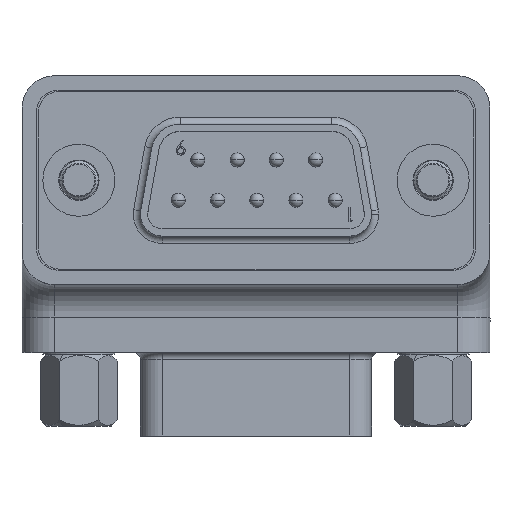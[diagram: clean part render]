
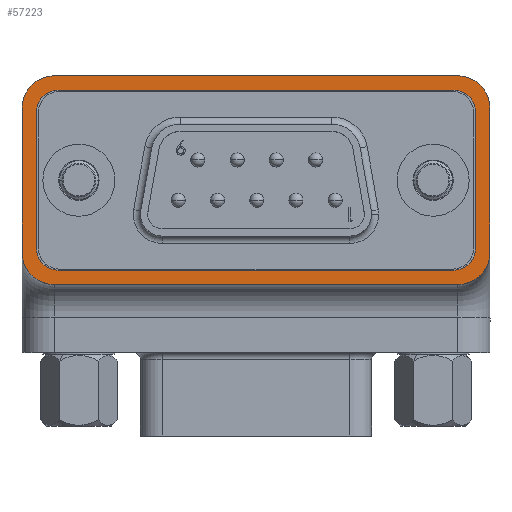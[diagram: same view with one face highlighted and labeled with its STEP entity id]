
A CAD part, top view. The second image highlights one B-rep face of the part: STEP entity #57223.
In plain terms, the highlighted planar face has unit normal (0, 0, 1).
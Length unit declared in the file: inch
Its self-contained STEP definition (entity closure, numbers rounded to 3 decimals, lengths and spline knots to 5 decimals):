
#33397 = CARTESIAN_POINT ( 'NONE',  ( -0.65, 0.2, 0. ) ) ;
#33399 = DIRECTION ( 'NONE',  ( 0., -1., 0. ) ) ;
#33400 = VECTOR ( 'NONE', #33399, 39.37008 ) ;
#33401 = CARTESIAN_POINT ( 'NONE',  ( -0.65, 0.29, 0. ) ) ;
#33402 = LINE ( 'NONE', #33401, #33400 ) ;
#33407 = CARTESIAN_POINT ( 'NONE',  ( -0.65, -0.2, 0. ) ) ;
#41627 = VERTEX_POINT ( 'NONE', #87975 ) ;
#42244 = VERTEX_POINT ( 'NONE', #88782 ) ;
#42388 = EDGE_CURVE ( 'NONE', #41627, #42244, #88940, .T. ) ;
#57179 = VERTEX_POINT ( 'NONE', #91539 ) ;
#57181 = VERTEX_POINT ( 'NONE', #91537 ) ;
#57208 = ORIENTED_EDGE ( 'NONE', *, *, #57209, .F. ) ;
#57209 = EDGE_CURVE ( 'NONE', #57210, #57237, #91588, .T. ) ;
#57210 = VERTEX_POINT ( 'NONE', #91584 ) ;
#57211 = ORIENTED_EDGE ( 'NONE', *, *, #57212, .F. ) ;
#57212 = EDGE_CURVE ( 'NONE', #57213, #57210, #91583, .T. ) ;
#57213 = VERTEX_POINT ( 'NONE', #91578 ) ;
#57214 = ORIENTED_EDGE ( 'NONE', *, *, #57215, .F. ) ;
#57215 = EDGE_CURVE ( 'NONE', #57216, #57213, #91642, .T. ) ;
#57216 = VERTEX_POINT ( 'NONE', #91638 ) ;
#57217 = ORIENTED_EDGE ( 'NONE', *, *, #57218, .F. ) ;
#57218 = EDGE_CURVE ( 'NONE', #57228, #57216, #91637, .T. ) ;
#57219 = EDGE_LOOP ( 'NONE', ( #57220, #57221, #57283, #57284, #57287, #57290, #57292, #57293 ) ) ;
#57220 = ORIENTED_EDGE ( 'NONE', *, *, #57238, .T. ) ;
#57221 = ORIENTED_EDGE ( 'NONE', *, *, #57282, .T. ) ;
#57223 = ADVANCED_FACE ( 'NONE', ( #91627, #91626 ), #91625, .F. ) ;
#57224 = EDGE_LOOP ( 'NONE', ( #57225, #57229, #57232, #57235, #57208, #57211, #57214, #57217 ) ) ;
#57225 = ORIENTED_EDGE ( 'NONE', *, *, #57226, .F. ) ;
#57226 = EDGE_CURVE ( 'NONE', #57227, #57228, #91620, .T. ) ;
#57227 = VERTEX_POINT ( 'NONE', #91616 ) ;
#57228 = VERTEX_POINT ( 'NONE', #91615 ) ;
#57229 = ORIENTED_EDGE ( 'NONE', *, *, #57230, .F. ) ;
#57230 = EDGE_CURVE ( 'NONE', #57231, #57227, #91614, .T. ) ;
#57231 = VERTEX_POINT ( 'NONE', #91609 ) ;
#57232 = ORIENTED_EDGE ( 'NONE', *, *, #57233, .F. ) ;
#57233 = EDGE_CURVE ( 'NONE', #57234, #57231, #91675, .T. ) ;
#57234 = VERTEX_POINT ( 'NONE', #91671 ) ;
#57235 = ORIENTED_EDGE ( 'NONE', *, *, #57236, .F. ) ;
#57236 = EDGE_CURVE ( 'NONE', #57237, #57234, #91670, .T. ) ;
#57237 = VERTEX_POINT ( 'NONE', #91665 ) ;
#57238 = EDGE_CURVE ( 'NONE', #57181, #57179, #91664, .T. ) ;
#57266 = EDGE_CURVE ( 'NONE', #130545, #57181, #91677, .T. ) ;
#57282 = EDGE_CURVE ( 'NONE', #57179, #42244, #91710, .T. ) ;
#57283 = ORIENTED_EDGE ( 'NONE', *, *, #42388, .F. ) ;
#57284 = ORIENTED_EDGE ( 'NONE', *, *, #57285, .T. ) ;
#57285 = EDGE_CURVE ( 'NONE', #41627, #57286, #91770, .T. ) ;
#57286 = VERTEX_POINT ( 'NONE', #91765 ) ;
#57287 = ORIENTED_EDGE ( 'NONE', *, *, #57288, .F. ) ;
#57288 = EDGE_CURVE ( 'NONE', #57289, #57286, #91764, .T. ) ;
#57289 = VERTEX_POINT ( 'NONE', #91760 ) ;
#57290 = ORIENTED_EDGE ( 'NONE', *, *, #57291, .T. ) ;
#57291 = EDGE_CURVE ( 'NONE', #57289, #130551, #91758, .T. ) ;
#57292 = ORIENTED_EDGE ( 'NONE', *, *, #130549, .T. ) ;
#57293 = ORIENTED_EDGE ( 'NONE', *, *, #57266, .T. ) ;
#87975 = CARTESIAN_POINT ( 'NONE',  ( 0.65, 0.2, 0. ) ) ;
#88782 = CARTESIAN_POINT ( 'NONE',  ( 0.65, -0.2, 0. ) ) ;
#88937 = DIRECTION ( 'NONE',  ( 0., -1., 0. ) ) ;
#88938 = VECTOR ( 'NONE', #88937, 39.37008 ) ;
#88939 = CARTESIAN_POINT ( 'NONE',  ( 0.65, 0.29, 0. ) ) ;
#88940 = LINE ( 'NONE', #88939, #88938 ) ;
#91537 = CARTESIAN_POINT ( 'NONE',  ( -0.56, -0.29, 0. ) ) ;
#91539 = CARTESIAN_POINT ( 'NONE',  ( 0.56, -0.29, 0. ) ) ;
#91578 = CARTESIAN_POINT ( 'NONE',  ( -0.55, 0.25, 0. ) ) ;
#91579 = DIRECTION ( 'NONE',  ( -1., 0., 0. ) ) ;
#91580 = DIRECTION ( 'NONE',  ( 0., 0., 1. ) ) ;
#91581 = CARTESIAN_POINT ( 'NONE',  ( -0.55, 0.19, 0. ) ) ;
#91582 = AXIS2_PLACEMENT_3D ( 'NONE', #91581, #91580, #91579 ) ;
#91583 = CIRCLE ( 'NONE', #91582, 0.06 ) ;
#91584 = CARTESIAN_POINT ( 'NONE',  ( -0.61, 0.19, 0. ) ) ;
#91585 = DIRECTION ( 'NONE',  ( 0., -1., 0. ) ) ;
#91586 = VECTOR ( 'NONE', #91585, 39.37008 ) ;
#91587 = CARTESIAN_POINT ( 'NONE',  ( -0.61, 0.19, 0. ) ) ;
#91588 = LINE ( 'NONE', #91587, #91586 ) ;
#91609 = CARTESIAN_POINT ( 'NONE',  ( 0.55, -0.25, 0. ) ) ;
#91610 = DIRECTION ( 'NONE',  ( -1., 0., 0. ) ) ;
#91611 = DIRECTION ( 'NONE',  ( 0., 0., 1. ) ) ;
#91612 = CARTESIAN_POINT ( 'NONE',  ( 0.55, -0.19, 0. ) ) ;
#91613 = AXIS2_PLACEMENT_3D ( 'NONE', #91612, #91611, #91610 ) ;
#91614 = CIRCLE ( 'NONE', #91613, 0.06 ) ;
#91615 = CARTESIAN_POINT ( 'NONE',  ( 0.61, 0.19, 0. ) ) ;
#91616 = CARTESIAN_POINT ( 'NONE',  ( 0.61, -0.19, 0. ) ) ;
#91617 = DIRECTION ( 'NONE',  ( 0., 1., 0. ) ) ;
#91618 = VECTOR ( 'NONE', #91617, 39.37008 ) ;
#91619 = CARTESIAN_POINT ( 'NONE',  ( 0.61, 0.19, 0. ) ) ;
#91620 = LINE ( 'NONE', #91619, #91618 ) ;
#91621 = DIRECTION ( 'NONE',  ( -1., 0., 0. ) ) ;
#91622 = DIRECTION ( 'NONE',  ( 0., 0., -1. ) ) ;
#91623 = CARTESIAN_POINT ( 'NONE',  ( 0.65, 0.29, 0. ) ) ;
#91624 = AXIS2_PLACEMENT_3D ( 'NONE', #91623, #91622, #91621 ) ;
#91625 = PLANE ( 'NONE',  #91624 ) ;
#91626 = FACE_OUTER_BOUND ( 'NONE', #57219, .T. ) ;
#91627 = FACE_BOUND ( 'NONE', #57224, .T. ) ;
#91633 = DIRECTION ( 'NONE',  ( -1., 0., 0. ) ) ;
#91634 = DIRECTION ( 'NONE',  ( 0., 0., 1. ) ) ;
#91635 = CARTESIAN_POINT ( 'NONE',  ( 0.55, 0.19, 0. ) ) ;
#91636 = AXIS2_PLACEMENT_3D ( 'NONE', #91635, #91634, #91633 ) ;
#91637 = CIRCLE ( 'NONE', #91636, 0.06 ) ;
#91638 = CARTESIAN_POINT ( 'NONE',  ( 0.55, 0.25, 0. ) ) ;
#91639 = DIRECTION ( 'NONE',  ( -1., 0., 0. ) ) ;
#91640 = VECTOR ( 'NONE', #91639, 39.37008 ) ;
#91641 = CARTESIAN_POINT ( 'NONE',  ( -0.55, 0.25, 0. ) ) ;
#91642 = LINE ( 'NONE', #91641, #91640 ) ;
#91661 = DIRECTION ( 'NONE',  ( 1., 0., 0. ) ) ;
#91662 = VECTOR ( 'NONE', #91661, 39.37008 ) ;
#91663 = CARTESIAN_POINT ( 'NONE',  ( 0.65, -0.29, 0. ) ) ;
#91664 = LINE ( 'NONE', #91663, #91662 ) ;
#91665 = CARTESIAN_POINT ( 'NONE',  ( -0.61, -0.19, 0. ) ) ;
#91666 = DIRECTION ( 'NONE',  ( -1., 0., 0. ) ) ;
#91667 = DIRECTION ( 'NONE',  ( 0., 0., 1. ) ) ;
#91668 = CARTESIAN_POINT ( 'NONE',  ( -0.55, -0.19, 0. ) ) ;
#91669 = AXIS2_PLACEMENT_3D ( 'NONE', #91668, #91667, #91666 ) ;
#91670 = CIRCLE ( 'NONE', #91669, 0.06 ) ;
#91671 = CARTESIAN_POINT ( 'NONE',  ( -0.55, -0.25, 0. ) ) ;
#91672 = DIRECTION ( 'NONE',  ( 1., 0., 0. ) ) ;
#91673 = VECTOR ( 'NONE', #91672, 39.37008 ) ;
#91674 = CARTESIAN_POINT ( 'NONE',  ( -0.55, -0.25, 0. ) ) ;
#91675 = LINE ( 'NONE', #91674, #91673 ) ;
#91676 = AXIS2_PLACEMENT_3D ( 'NONE', #91742, #91741, #91740 ) ;
#91677 = CIRCLE ( 'NONE', #91676, 0.09 ) ;
#91709 = AXIS2_PLACEMENT_3D ( 'NONE', #91773, #91772, #91771 ) ;
#91710 = CIRCLE ( 'NONE', #91709, 0.09 ) ;
#91740 = DIRECTION ( 'NONE',  ( -1., 0., 0. ) ) ;
#91741 = DIRECTION ( 'NONE',  ( 0., 0., 1. ) ) ;
#91742 = CARTESIAN_POINT ( 'NONE',  ( -0.56, -0.2, 0. ) ) ;
#91754 = DIRECTION ( 'NONE',  ( -1., 0., 0. ) ) ;
#91755 = DIRECTION ( 'NONE',  ( 0., 0., 1. ) ) ;
#91756 = CARTESIAN_POINT ( 'NONE',  ( -0.56, 0.2, 0. ) ) ;
#91757 = AXIS2_PLACEMENT_3D ( 'NONE', #91756, #91755, #91754 ) ;
#91758 = CIRCLE ( 'NONE', #91757, 0.09 ) ;
#91760 = CARTESIAN_POINT ( 'NONE',  ( -0.56, 0.29, 0. ) ) ;
#91761 = DIRECTION ( 'NONE',  ( 1., 0., 0. ) ) ;
#91762 = VECTOR ( 'NONE', #91761, 39.37008 ) ;
#91763 = CARTESIAN_POINT ( 'NONE',  ( 0.65, 0.29, 0. ) ) ;
#91764 = LINE ( 'NONE', #91763, #91762 ) ;
#91765 = CARTESIAN_POINT ( 'NONE',  ( 0.56, 0.29, 0. ) ) ;
#91766 = DIRECTION ( 'NONE',  ( -1., 0., 0. ) ) ;
#91767 = DIRECTION ( 'NONE',  ( 0., 0., 1. ) ) ;
#91768 = CARTESIAN_POINT ( 'NONE',  ( 0.56, 0.2, 0. ) ) ;
#91769 = AXIS2_PLACEMENT_3D ( 'NONE', #91768, #91767, #91766 ) ;
#91770 = CIRCLE ( 'NONE', #91769, 0.09 ) ;
#91771 = DIRECTION ( 'NONE',  ( -1., 0., 0. ) ) ;
#91772 = DIRECTION ( 'NONE',  ( 0., 0., 1. ) ) ;
#91773 = CARTESIAN_POINT ( 'NONE',  ( 0.56, -0.2, 0. ) ) ;
#130545 = VERTEX_POINT ( 'NONE', #33407 ) ;
#130549 = EDGE_CURVE ( 'NONE', #130551, #130545, #33402, .T. ) ;
#130551 = VERTEX_POINT ( 'NONE', #33397 ) ;
